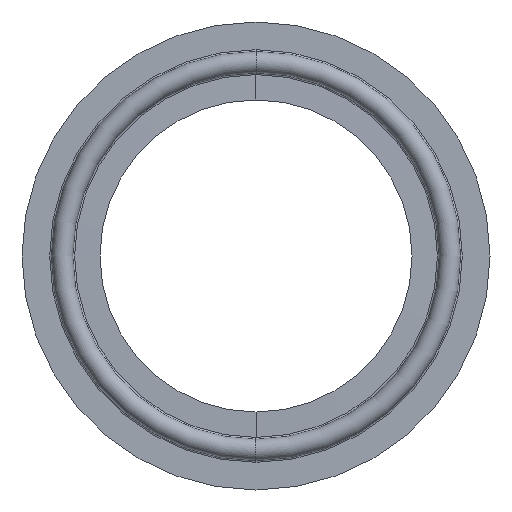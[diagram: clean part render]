
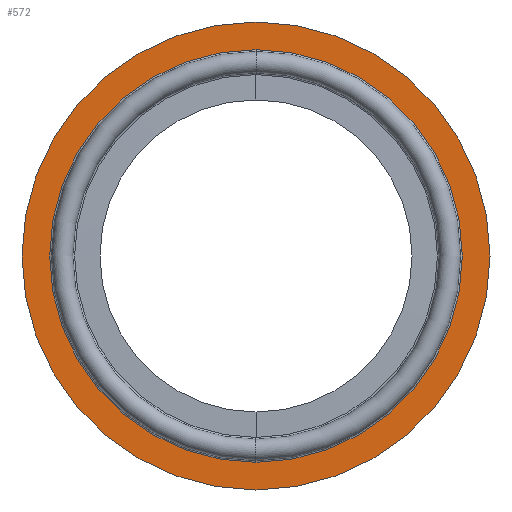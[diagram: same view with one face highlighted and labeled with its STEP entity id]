
A CAD part, left-side view. The second image highlights one B-rep face of the part: STEP entity #572.
In plain terms, the highlighted planar face has unit normal (-1, 0, 0).
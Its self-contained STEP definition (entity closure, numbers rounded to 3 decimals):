
#86 = FACE_OUTER_BOUND ( 'NONE', #639, .T. ) ;
#89 = DIRECTION ( 'NONE',  ( 1., 0., 0. ) ) ;
#112 = AXIS2_PLACEMENT_3D ( 'NONE', #865, #228, #502 ) ;
#149 = ORIENTED_EDGE ( 'NONE', *, *, #554, .F. ) ;
#196 = VERTEX_POINT ( 'NONE', #242 ) ;
#205 = DIRECTION ( 'NONE',  ( -1., 0., 0. ) ) ;
#216 = CIRCLE ( 'NONE', #256, 26.25 ) ;
#225 = ORIENTED_EDGE ( 'NONE', *, *, #862, .T. ) ;
#228 = DIRECTION ( 'NONE',  ( -1., 0., 0. ) ) ;
#242 = CARTESIAN_POINT ( 'NONE',  ( -0.9, 0., -23.146 ) ) ;
#246 = CARTESIAN_POINT ( 'NONE',  ( -0.9, 23.146, 0. ) ) ;
#256 = AXIS2_PLACEMENT_3D ( 'NONE', #284, #205, #700 ) ;
#281 = CIRCLE ( 'NONE', #623, 23.146 ) ;
#282 = CIRCLE ( 'NONE', #112, 23.146 ) ;
#284 = CARTESIAN_POINT ( 'NONE',  ( -0.9, 0., 0. ) ) ;
#296 = CARTESIAN_POINT ( 'NONE',  ( -0.9, 0., 0. ) ) ;
#304 = VERTEX_POINT ( 'NONE', #758 ) ;
#429 = DIRECTION ( 'NONE',  ( -1., 0., 0. ) ) ;
#446 = DIRECTION ( 'NONE',  ( -1., 0., 0. ) ) ;
#455 = EDGE_CURVE ( 'NONE', #693, #304, #216, .T. ) ;
#462 = CIRCLE ( 'NONE', #710, 26.25 ) ;
#469 = CARTESIAN_POINT ( 'NONE',  ( -0.9, 0., 26.25 ) ) ;
#502 = DIRECTION ( 'NONE',  ( 0., 0., 1. ) ) ;
#514 = DIRECTION ( 'NONE',  ( 0., 0., 1. ) ) ;
#518 = DIRECTION ( 'NONE',  ( 0., 0., -1. ) ) ;
#554 = EDGE_CURVE ( 'NONE', #196, #746, #281, .T. ) ;
#560 = CARTESIAN_POINT ( 'NONE',  ( -0.9, 0., 0. ) ) ;
#572 = ADVANCED_FACE ( 'NONE', ( #871, #86 ), #640, .F. ) ;
#613 = EDGE_CURVE ( 'NONE', #746, #196, #282, .T. ) ;
#623 = AXIS2_PLACEMENT_3D ( 'NONE', #296, #446, #514 ) ;
#639 = EDGE_LOOP ( 'NONE', ( #793, #225 ) ) ;
#640 = PLANE ( 'NONE',  #667 ) ;
#644 = DIRECTION ( 'NONE',  ( 0., 0., 1. ) ) ;
#653 = EDGE_LOOP ( 'NONE', ( #716, #149 ) ) ;
#667 = AXIS2_PLACEMENT_3D ( 'NONE', #246, #89, #518 ) ;
#676 = CARTESIAN_POINT ( 'NONE',  ( -0.9, 0., 23.146 ) ) ;
#693 = VERTEX_POINT ( 'NONE', #469 ) ;
#700 = DIRECTION ( 'NONE',  ( 0., 0., 1. ) ) ;
#710 = AXIS2_PLACEMENT_3D ( 'NONE', #560, #429, #644 ) ;
#716 = ORIENTED_EDGE ( 'NONE', *, *, #613, .F. ) ;
#746 = VERTEX_POINT ( 'NONE', #676 ) ;
#758 = CARTESIAN_POINT ( 'NONE',  ( -0.9, 0., -26.25 ) ) ;
#793 = ORIENTED_EDGE ( 'NONE', *, *, #455, .T. ) ;
#862 = EDGE_CURVE ( 'NONE', #304, #693, #462, .T. ) ;
#865 = CARTESIAN_POINT ( 'NONE',  ( -0.9, 0., 0. ) ) ;
#871 = FACE_BOUND ( 'NONE', #653, .T. ) ;
